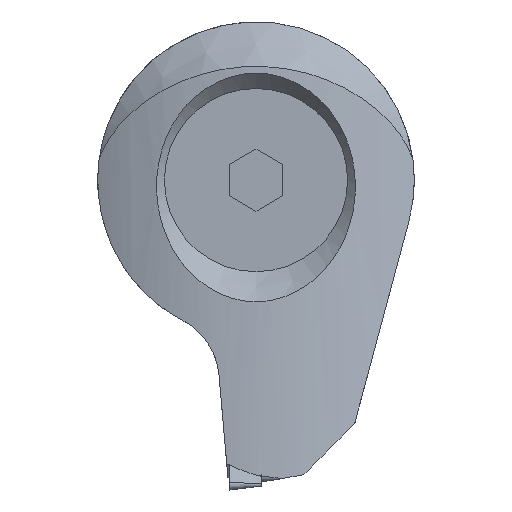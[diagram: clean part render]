
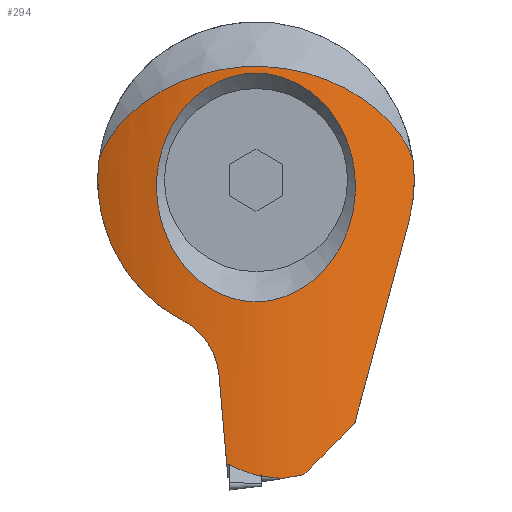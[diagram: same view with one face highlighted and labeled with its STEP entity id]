
A CAD part, left-side view. The second image highlights one B-rep face of the part: STEP entity #294.
In plain terms, the highlighted cylindrical face has radius 25 mm (diameter 50 mm), a partial arc.
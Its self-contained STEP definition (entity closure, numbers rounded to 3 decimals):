
#273=CYLINDRICAL_SURFACE('',#914,25.);
#281=ELLIPSE('',#909,61.326,25.);
#282=ELLIPSE('',#910,25.514,25.);
#283=ELLIPSE('',#911,35.534,25.);
#284=ELLIPSE('',#912,96.772,25.);
#285=ELLIPSE('',#913,287.458,25.);
#294=ADVANCED_FACE('',(#370,#371),#273,.T.);
#370=FACE_BOUND('',#400,.T.);
#371=FACE_BOUND('',#401,.T.);
#400=EDGE_LOOP('',(#461));
#401=EDGE_LOOP('',(#462,#463,#464,#465,#466,#467,#468,#469,#470,#471));
#461=ORIENTED_EDGE('',*,*,#730,.F.);
#462=ORIENTED_EDGE('',*,*,#732,.T.);
#463=ORIENTED_EDGE('',*,*,#733,.T.);
#464=ORIENTED_EDGE('',*,*,#734,.F.);
#465=ORIENTED_EDGE('',*,*,#735,.F.);
#466=ORIENTED_EDGE('',*,*,#736,.F.);
#467=ORIENTED_EDGE('',*,*,#737,.T.);
#468=ORIENTED_EDGE('',*,*,#738,.T.);
#469=ORIENTED_EDGE('',*,*,#739,.T.);
#470=ORIENTED_EDGE('',*,*,#740,.F.);
#471=ORIENTED_EDGE('',*,*,#741,.F.);
#659=VERTEX_POINT('',#1254);
#661=VERTEX_POINT('',#1259);
#662=VERTEX_POINT('',#1260);
#663=VERTEX_POINT('',#1268);
#664=VERTEX_POINT('',#1270);
#665=VERTEX_POINT('',#1272);
#666=VERTEX_POINT('',#1274);
#667=VERTEX_POINT('',#1279);
#668=VERTEX_POINT('',#1294);
#669=VERTEX_POINT('',#1301);
#670=VERTEX_POINT('',#1306);
#730=EDGE_CURVE('',#659,#659,#830,.T.);
#732=EDGE_CURVE('',#661,#662,#281,.T.);
#733=EDGE_CURVE('',#662,#663,#831,.T.);
#734=EDGE_CURVE('',#664,#663,#282,.T.);
#735=EDGE_CURVE('',#665,#664,#283,.T.);
#736=EDGE_CURVE('',#666,#665,#284,.T.);
#737=EDGE_CURVE('',#666,#667,#832,.T.);
#738=EDGE_CURVE('',#667,#668,#833,.T.);
#739=EDGE_CURVE('',#668,#669,#834,.T.);
#740=EDGE_CURVE('',#670,#669,#835,.T.);
#741=EDGE_CURVE('',#661,#670,#285,.T.);
#830=B_SPLINE_CURVE_WITH_KNOTS('',3,(#1236,#1237,#1238,#1239,#1240,#1241,
#1242,#1243,#1244,#1245,#1246,#1247,#1248,#1249,#1250,#1251,#1252,#1253),
 .UNSPECIFIED.,.T.,.F.,(2,2,2,2,2,2,2,2,2,2,2),(-0.125,0.,0.125,0.25,0.375,
0.5,0.625,0.75,0.875,1.,1.125),.UNSPECIFIED.);
#831=B_SPLINE_CURVE_WITH_KNOTS('',3,(#1261,#1262,#1263,#1264,#1265,#1266,
#1267),.UNSPECIFIED.,.F.,.F.,(4,3,4),(0.,0.844,1.),
 .UNSPECIFIED.);
#832=B_SPLINE_CURVE_WITH_KNOTS('',3,(#1275,#1276,#1277,#1278),
 .UNSPECIFIED.,.F.,.F.,(4,4),(0.,1.),.UNSPECIFIED.);
#833=B_SPLINE_CURVE_WITH_KNOTS('',3,(#1280,#1281,#1282,#1283,#1284,#1285,
#1286,#1287,#1288,#1289,#1290,#1291,#1292,#1293),.UNSPECIFIED.,.F.,.F.,
(4,2,2,2,2,2,4),(0.,0.125,0.25,0.5,0.75,0.875,1.),.UNSPECIFIED.);
#834=B_SPLINE_CURVE_WITH_KNOTS('',3,(#1295,#1296,#1297,#1298,#1299,#1300),
 .UNSPECIFIED.,.F.,.F.,(4,2,4),(0.,0.5,1.),.UNSPECIFIED.);
#835=B_SPLINE_CURVE_WITH_KNOTS('',3,(#1302,#1303,#1304,#1305),
 .UNSPECIFIED.,.F.,.F.,(4,4),(0.,1.),.UNSPECIFIED.);
#909=AXIS2_PLACEMENT_3D('',#1258,#1004,#1005);
#910=AXIS2_PLACEMENT_3D('',#1269,#1006,#1007);
#911=AXIS2_PLACEMENT_3D('',#1271,#1008,#1009);
#912=AXIS2_PLACEMENT_3D('',#1273,#1010,#1011);
#913=AXIS2_PLACEMENT_3D('',#1307,#1012,#1013);
#914=AXIS2_PLACEMENT_3D('',#1308,#1014,#1015);
#1004=DIRECTION('',(-0.876,-0.122,0.466));
#1005=DIRECTION('',(0.463,0.054,0.885));
#1006=DIRECTION('',(0.034,-0.174,-0.984));
#1007=DIRECTION('',(0.496,-0.852,0.168));
#1008=DIRECTION('',(0.025,-0.707,-0.707));
#1009=DIRECTION('',(0.116,-0.7,0.705));
#1010=DIRECTION('',(0.,-0.966,-0.259));
#1011=DIRECTION('',(0.068,-0.258,0.964));
#1012=DIRECTION('',(0.,0.996,-0.087));
#1013=DIRECTION('',(0.066,0.087,0.994));
#1014=DIRECTION('',(0.065,0.,0.998));
#1015=DIRECTION('',(0.998,0.,-0.065));
#1236=CARTESIAN_POINT('',(-6.849,-6.658,3.792));
#1237=CARTESIAN_POINT('',(-7.231,-3.935,6.989));
#1238=CARTESIAN_POINT('',(-7.452,-1.899,8.004));
#1239=CARTESIAN_POINT('',(-7.429,2.261,7.888));
#1240=CARTESIAN_POINT('',(-7.188,4.261,6.742));
#1241=CARTESIAN_POINT('',(-6.825,6.806,3.456));
#1242=CARTESIAN_POINT('',(-6.741,7.438,1.32));
#1243=CARTESIAN_POINT('',(-7.051,7.317,-2.832));
#1244=CARTESIAN_POINT('',(-7.438,6.577,-4.888));
#1245=CARTESIAN_POINT('',(-8.21,3.944,-8.008));
#1246=CARTESIAN_POINT('',(-8.571,1.927,-9.089));
#1247=CARTESIAN_POINT('',(-8.536,-2.265,-8.976));
#1248=CARTESIAN_POINT('',(-8.149,-4.215,-7.81));
#1249=CARTESIAN_POINT('',(-7.366,-6.744,-4.546));
#1250=CARTESIAN_POINT('',(-7.001,-7.401,-2.465));
#1251=CARTESIAN_POINT('',(-6.74,-7.362,1.697));
#1252=CARTESIAN_POINT('',(-6.849,-6.658,3.792));
#1253=CARTESIAN_POINT('',(-7.231,-3.935,6.989));
#1254=CARTESIAN_POINT('',(-7.04,-5.296,5.391));
#1258=CARTESIAN_POINT('',(19.179,0.,31.851));
#1259=CARTESIAN_POINT('',(-9.247,2.171,-21.042));
#1260=CARTESIAN_POINT('',(-9.399,-0.127,-21.93));
#1261=CARTESIAN_POINT('',(-9.399,-0.127,-21.93));
#1262=CARTESIAN_POINT('',(-9.398,-0.641,-21.955));
#1263=CARTESIAN_POINT('',(-9.386,-1.15,-22.047));
#1264=CARTESIAN_POINT('',(-9.356,-1.659,-22.114));
#1265=CARTESIAN_POINT('',(-9.351,-1.753,-22.126));
#1266=CARTESIAN_POINT('',(-9.345,-1.847,-22.138));
#1267=CARTESIAN_POINT('',(-9.338,-1.94,-22.15));
#1268=CARTESIAN_POINT('',(-9.338,-1.94,-22.15));
#1269=CARTESIAN_POINT('',(15.675,0.,-21.619));
#1270=CARTESIAN_POINT('',(-9.14,-3.555,-21.859));
#1271=CARTESIAN_POINT('',(15.482,0.,-24.556));
#1272=CARTESIAN_POINT('',(-8.044,-7.328,-18.045));
#1273=CARTESIAN_POINT('',(14.117,0.,-45.385));
#1274=CARTESIAN_POINT('',(-5.431,-11.349,-3.042));
#1275=CARTESIAN_POINT('',(-5.431,-11.349,-3.042));
#1276=CARTESIAN_POINT('',(-5.131,-11.746,-1.562));
#1277=CARTESIAN_POINT('',(-4.969,-11.851,0.004));
#1278=CARTESIAN_POINT('',(-4.975,-11.649,1.534));
#1279=CARTESIAN_POINT('',(-4.975,-11.649,1.534));
#1280=CARTESIAN_POINT('',(-4.975,-11.649,1.534));
#1281=CARTESIAN_POINT('',(-5.106,-11.259,2.686));
#1282=CARTESIAN_POINT('',(-5.396,-10.555,3.679));
#1283=CARTESIAN_POINT('',(-5.981,-8.915,5.365));
#1284=CARTESIAN_POINT('',(-6.287,-7.952,6.078));
#1285=CARTESIAN_POINT('',(-7.069,-4.847,7.811));
#1286=CARTESIAN_POINT('',(-7.409,-2.438,8.441));
#1287=CARTESIAN_POINT('',(-7.409,2.438,8.441));
#1288=CARTESIAN_POINT('',(-7.071,4.838,7.814));
#1289=CARTESIAN_POINT('',(-6.289,7.944,6.084));
#1290=CARTESIAN_POINT('',(-5.984,8.905,5.373));
#1291=CARTESIAN_POINT('',(-5.398,10.549,3.687));
#1292=CARTESIAN_POINT('',(-5.107,11.256,2.695));
#1293=CARTESIAN_POINT('',(-4.975,11.649,1.534));
#1294=CARTESIAN_POINT('',(-4.975,11.649,1.534));
#1295=CARTESIAN_POINT('',(-4.975,11.649,1.534));
#1296=CARTESIAN_POINT('',(-4.966,11.971,-0.905));
#1297=CARTESIAN_POINT('',(-5.415,11.493,-3.407));
#1298=CARTESIAN_POINT('',(-6.707,9.268,-7.602));
#1299=CARTESIAN_POINT('',(-7.498,7.568,-9.307));
#1300=CARTESIAN_POINT('',(-8.049,5.423,-10.423));
#1301=CARTESIAN_POINT('',(-8.049,5.423,-10.423));
#1302=CARTESIAN_POINT('',(-8.755,2.75,-14.423));
#1303=CARTESIAN_POINT('',(-8.628,2.899,-12.727));
#1304=CARTESIAN_POINT('',(-8.428,3.947,-11.192));
#1305=CARTESIAN_POINT('',(-8.049,5.423,-10.423));
#1306=CARTESIAN_POINT('',(-8.755,2.75,-14.423));
#1307=CARTESIAN_POINT('',(14.086,0.,-45.86));
#1308=CARTESIAN_POINT('',(15.465,0.,-24.81));
